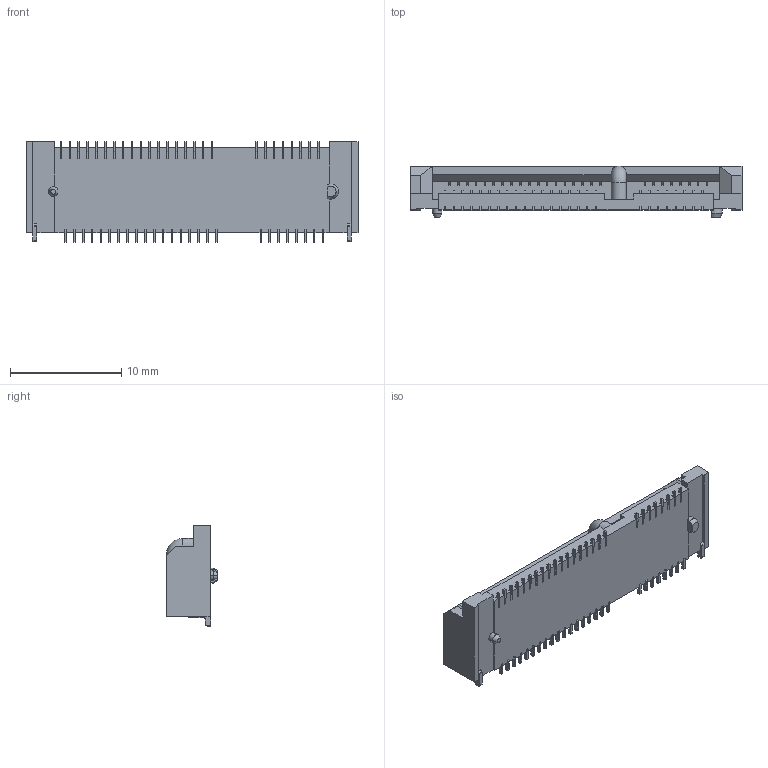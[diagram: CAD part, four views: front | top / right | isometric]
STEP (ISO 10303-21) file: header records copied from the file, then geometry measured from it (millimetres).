
FILE_DESCRIPTION((''),'2;1');
FILE_NAME('C-2041119-2','2012-08-14T',('workeradm'),('Tyco Electronics Ltd.'),'PRO/ENGINEER BY PARAMETRIC TECHNOLOGY CORPORATION, 2010430','PRO/ENGINEER BY PARAMETRIC TECHNOLOGY CORPORATION, 2010430','');
FILE_SCHEMA(('AUTOMOTIVE_DESIGN { 1 0 10303 214 1 1 1 1 }'));
Length unit declared in the file: millimetre
Products named in the file (1): C-2041119-2
Bounding box: 29.9 x 4.65 x 9.09 mm (x, y, z)
Volume: 681.8 mm3; surface area: 960.7 mm2
Topology: 1 solids, 1 shells, 1146 faces, 3447 edges, 2277 vertices
Faces by surface type: plane 662, cylinder 480, cone 3, torus 1
Entity records: 49570 total; most frequent: ORIENTED_EDGE 6894, CARTESIAN_POINT 6877, DIRECTION 6708, PRESENTATION_STYLE_ASSIGNMENT 3448, STYLED_ITEM 3448, CURVE_STYLE 3447, EDGE_CURVE 3447, VECTOR 2474
